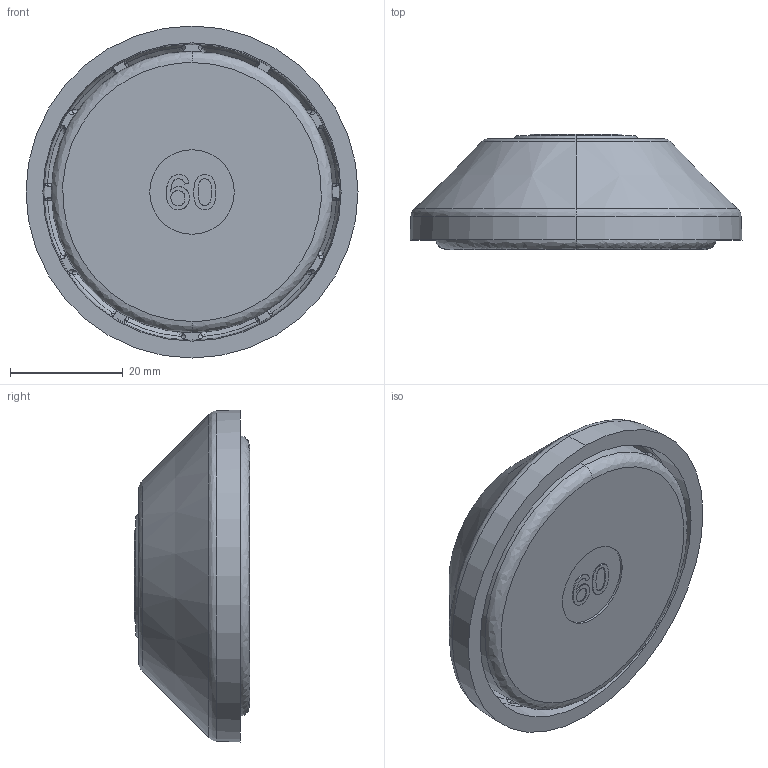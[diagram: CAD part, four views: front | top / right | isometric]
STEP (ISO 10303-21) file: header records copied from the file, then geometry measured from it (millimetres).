
FILE_DESCRIPTION (( 'STEP AP214' ), '1' );
FILE_NAME ('7410145', '2019-01-30T09:26:03', ( '' ), ('JUGARD+KÜNSTNER GmbH'), 'SwSTEP 2.0', 'SolidWorks 2017', '' );
FILE_SCHEMA (( 'AUTOMOTIVE_DESIGN' ));
Length unit declared in the file: millimetre
Products named in the file (4): Part3; Part1; 7410145; Part2
Assembly tree (3 placements, depth 2):
  7410145
    Part3
    Part2
    Part1
Bounding box: 59 x 20.5 x 59 mm (x, y, z)
Volume: 28307.2 mm3; surface area: 17929.3 mm2
Topology: 3 solids, 3 shells, 446 faces, 1166 edges, 730 vertices
Faces by surface type: bspline 246, plane 76, cone 64, cylinder 60
Entity records: 27633 total; most frequent: CARTESIAN_POINT 13690, ORIENTED_EDGE 2320, DIRECTION 1212, EDGE_CURVE 1160, VERTEX_POINT 730, B_SPLINE_CURVE_WITH_KNOTS 624, AXIS2_PLACEMENT_3D 482, EDGE_LOOP 460
